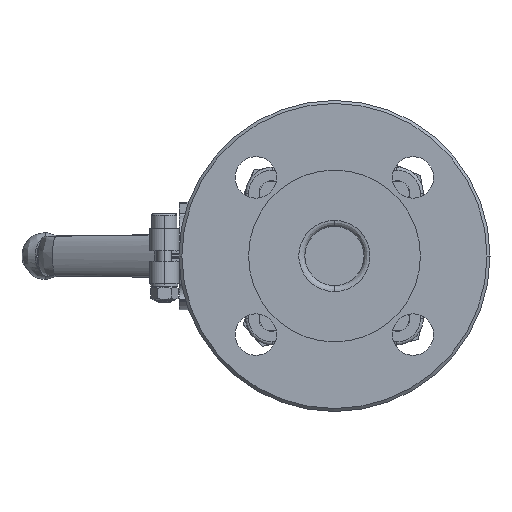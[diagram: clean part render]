
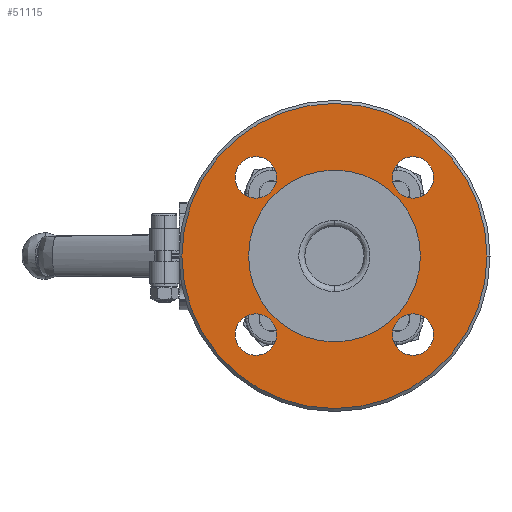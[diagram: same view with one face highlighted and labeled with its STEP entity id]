
A CAD part, left-side view. The second image highlights one B-rep face of the part: STEP entity #51115.
In plain terms, the highlighted planar face has unit normal (-1, 0, 0).
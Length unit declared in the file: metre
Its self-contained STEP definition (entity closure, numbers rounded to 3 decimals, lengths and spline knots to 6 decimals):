
#280 = AXIS2_PLACEMENT_3D ( 'NONE', #79236, #48410, #42297 ) ;
#1936 = DIRECTION ( 'NONE',  ( 0., -1., 0. ) ) ;
#1943 = ORIENTED_EDGE ( 'NONE', *, *, #51729, .T. ) ;
#2116 = ORIENTED_EDGE ( 'NONE', *, *, #54682, .T. ) ;
#3525 = EDGE_CURVE ( 'NONE', #72516, #77790, #62402, .T. ) ;
#3697 = CARTESIAN_POINT ( 'NONE',  ( 0.002, 0.033517, -0.026517 ) ) ;
#4131 = CARTESIAN_POINT ( 'NONE',  ( 0.002, -0.019517, -0.026517 ) ) ;
#5501 = AXIS2_PLACEMENT_3D ( 'NONE', #12045, #47866, #16939 ) ;
#5614 = CARTESIAN_POINT ( 'NONE',  ( 0.002, 0.019517, 0.026517 ) ) ;
#5749 = FACE_BOUND ( 'NONE', #74447, .T. ) ;
#6326 = DIRECTION ( 'NONE',  ( 1., 0., 0. ) ) ;
#7453 = EDGE_LOOP ( 'NONE', ( #22084, #1943 ) ) ;
#7639 = DIRECTION ( 'NONE',  ( 1., 0., 0. ) ) ;
#8547 = CARTESIAN_POINT ( 'NONE',  ( 0.002, 0.033517, 0.026517 ) ) ;
#8686 = DIRECTION ( 'NONE',  ( 0., -1., 0. ) ) ;
#9237 = CARTESIAN_POINT ( 'NONE',  ( 0.002, 0.0515, 0. ) ) ;
#9518 = DIRECTION ( 'NONE',  ( 1., 0., 0. ) ) ;
#10004 = EDGE_CURVE ( 'NONE', #51038, #23720, #69002, .T. ) ;
#10336 = DIRECTION ( 'NONE',  ( 0., 1., 0. ) ) ;
#10990 = PLANE ( 'NONE',  #280 ) ;
#12045 = CARTESIAN_POINT ( 'NONE',  ( 0.002, 0.026517, 0.026517 ) ) ;
#14476 = EDGE_CURVE ( 'NONE', #28932, #42081, #20603, .T. ) ;
#15373 = CIRCLE ( 'NONE', #20602, 0.029 ) ;
#15398 = DIRECTION ( 'NONE',  ( 0., 1., 0. ) ) ;
#15597 = AXIS2_PLACEMENT_3D ( 'NONE', #15785, #40572, #15398 ) ;
#15598 = AXIS2_PLACEMENT_3D ( 'NONE', #67137, #23971, #8686 ) ;
#15785 = CARTESIAN_POINT ( 'NONE',  ( 0.002, 0., 0. ) ) ;
#15947 = CIRCLE ( 'NONE', #22472, 0.007 ) ;
#16586 = CARTESIAN_POINT ( 'NONE',  ( 0.002, -0.029, 0. ) ) ;
#16939 = DIRECTION ( 'NONE',  ( 0., -1., 0. ) ) ;
#17474 = EDGE_CURVE ( 'NONE', #51915, #77646, #76669, .T. ) ;
#19093 = ORIENTED_EDGE ( 'NONE', *, *, #55190, .T. ) ;
#20121 = ORIENTED_EDGE ( 'NONE', *, *, #48758, .T. ) ;
#20602 = AXIS2_PLACEMENT_3D ( 'NONE', #51748, #63184, #62794 ) ;
#20603 = CIRCLE ( 'NONE', #38747, 0.007 ) ;
#21955 = CARTESIAN_POINT ( 'NONE',  ( 0.002, -0.026517, -0.026517 ) ) ;
#22084 = ORIENTED_EDGE ( 'NONE', *, *, #3525, .T. ) ;
#22349 = DIRECTION ( 'NONE',  ( 1., 0., 0. ) ) ;
#22472 = AXIS2_PLACEMENT_3D ( 'NONE', #35674, #6326, #78339 ) ;
#22917 = EDGE_LOOP ( 'NONE', ( #2116, #20121 ) ) ;
#23214 = ORIENTED_EDGE ( 'NONE', *, *, #47193, .T. ) ;
#23720 = VERTEX_POINT ( 'NONE', #56037 ) ;
#23970 = FACE_BOUND ( 'NONE', #22917, .T. ) ;
#23971 = DIRECTION ( 'NONE',  ( 1., 0., 0. ) ) ;
#26174 = CIRCLE ( 'NONE', #71653, 0.007 ) ;
#26761 = DIRECTION ( 'NONE',  ( 1., 0., 0. ) ) ;
#27244 = ORIENTED_EDGE ( 'NONE', *, *, #14476, .T. ) ;
#28187 = CARTESIAN_POINT ( 'NONE',  ( 0.002, 0., 0. ) ) ;
#28633 = AXIS2_PLACEMENT_3D ( 'NONE', #21955, #22349, #77620 ) ;
#28932 = VERTEX_POINT ( 'NONE', #69294 ) ;
#30100 = CIRCLE ( 'NONE', #5501, 0.007 ) ;
#31202 = CIRCLE ( 'NONE', #15598, 0.007 ) ;
#32744 = CIRCLE ( 'NONE', #53561, 0.0515 ) ;
#33665 = DIRECTION ( 'NONE',  ( 0., -1., 0. ) ) ;
#35546 = DIRECTION ( 'NONE',  ( 1., 0., 0. ) ) ;
#35674 = CARTESIAN_POINT ( 'NONE',  ( 0.002, 0.026517, -0.026517 ) ) ;
#38012 = AXIS2_PLACEMENT_3D ( 'NONE', #39307, #7639, #1936 ) ;
#38747 = AXIS2_PLACEMENT_3D ( 'NONE', #77830, #35546, #41644 ) ;
#39307 = CARTESIAN_POINT ( 'NONE',  ( 0.002, -0.026517, -0.026517 ) ) ;
#39856 = EDGE_CURVE ( 'NONE', #73761, #72734, #30100, .T. ) ;
#40088 = DIRECTION ( 'NONE',  ( 0., -1., 0. ) ) ;
#40572 = DIRECTION ( 'NONE',  ( -1., 0., 0. ) ) ;
#41644 = DIRECTION ( 'NONE',  ( 0., -1., 0. ) ) ;
#42081 = VERTEX_POINT ( 'NONE', #43978 ) ;
#42297 = DIRECTION ( 'NONE',  ( 0., -1., 0. ) ) ;
#42704 = FACE_BOUND ( 'NONE', #71372, .T. ) ;
#43978 = CARTESIAN_POINT ( 'NONE',  ( 0.002, -0.033517, 0.026517 ) ) ;
#45026 = DIRECTION ( 'NONE',  ( 1., 0., 0. ) ) ;
#47193 = EDGE_CURVE ( 'NONE', #77646, #51915, #15373, .T. ) ;
#47271 = CIRCLE ( 'NONE', #53741, 0.007 ) ;
#47310 = ORIENTED_EDGE ( 'NONE', *, *, #62004, .T. ) ;
#47866 = DIRECTION ( 'NONE',  ( 1., 0., 0. ) ) ;
#48410 = DIRECTION ( 'NONE',  ( -1., 0., 0. ) ) ;
#48758 = EDGE_CURVE ( 'NONE', #67438, #71004, #31202, .T. ) ;
#51038 = VERTEX_POINT ( 'NONE', #4131 ) ;
#51115 = ADVANCED_FACE ( 'NONE', ( #42704, #23970, #80422, #5749, #73982, #78841 ), #10990, .T. ) ;
#51526 = CARTESIAN_POINT ( 'NONE',  ( 0.002, -0.026517, 0.026517 ) ) ;
#51729 = EDGE_CURVE ( 'NONE', #77790, #72516, #32744, .T. ) ;
#51748 = CARTESIAN_POINT ( 'NONE',  ( 0.002, 0., 0. ) ) ;
#51915 = VERTEX_POINT ( 'NONE', #16586 ) ;
#53007 = ORIENTED_EDGE ( 'NONE', *, *, #79349, .T. ) ;
#53561 = AXIS2_PLACEMENT_3D ( 'NONE', #69934, #63427, #68763 ) ;
#53741 = AXIS2_PLACEMENT_3D ( 'NONE', #77564, #26761, #33665 ) ;
#54213 = EDGE_LOOP ( 'NONE', ( #47310, #70721 ) ) ;
#54682 = EDGE_CURVE ( 'NONE', #71004, #67438, #15947, .T. ) ;
#55190 = EDGE_CURVE ( 'NONE', #72734, #73761, #47271, .T. ) ;
#55673 = CARTESIAN_POINT ( 'NONE',  ( 0.002, 0.019517, -0.026517 ) ) ;
#56037 = CARTESIAN_POINT ( 'NONE',  ( 0.002, -0.033517, -0.026517 ) ) ;
#59865 = AXIS2_PLACEMENT_3D ( 'NONE', #28187, #9518, #10336 ) ;
#62004 = EDGE_CURVE ( 'NONE', #23720, #51038, #76974, .T. ) ;
#62402 = CIRCLE ( 'NONE', #15597, 0.0515 ) ;
#62794 = DIRECTION ( 'NONE',  ( 0., 1., 0. ) ) ;
#63184 = DIRECTION ( 'NONE',  ( 1., 0., 0. ) ) ;
#63427 = DIRECTION ( 'NONE',  ( -1., 0., 0. ) ) ;
#64595 = CARTESIAN_POINT ( 'NONE',  ( 0.002, 0.029, 0. ) ) ;
#65801 = CARTESIAN_POINT ( 'NONE',  ( 0.002, -0.0515, 0. ) ) ;
#67137 = CARTESIAN_POINT ( 'NONE',  ( 0.002, 0.026517, -0.026517 ) ) ;
#67438 = VERTEX_POINT ( 'NONE', #3697 ) ;
#68763 = DIRECTION ( 'NONE',  ( 0., 1., 0. ) ) ;
#69002 = CIRCLE ( 'NONE', #28633, 0.007 ) ;
#69294 = CARTESIAN_POINT ( 'NONE',  ( 0.002, -0.019517, 0.026517 ) ) ;
#69934 = CARTESIAN_POINT ( 'NONE',  ( 0.002, 0., 0. ) ) ;
#70721 = ORIENTED_EDGE ( 'NONE', *, *, #10004, .T. ) ;
#71004 = VERTEX_POINT ( 'NONE', #55673 ) ;
#71372 = EDGE_LOOP ( 'NONE', ( #23214, #75083 ) ) ;
#71653 = AXIS2_PLACEMENT_3D ( 'NONE', #51526, #45026, #40088 ) ;
#72516 = VERTEX_POINT ( 'NONE', #9237 ) ;
#72630 = EDGE_LOOP ( 'NONE', ( #19093, #79476 ) ) ;
#72734 = VERTEX_POINT ( 'NONE', #5614 ) ;
#73761 = VERTEX_POINT ( 'NONE', #8547 ) ;
#73982 = FACE_BOUND ( 'NONE', #72630, .T. ) ;
#74447 = EDGE_LOOP ( 'NONE', ( #53007, #27244 ) ) ;
#75083 = ORIENTED_EDGE ( 'NONE', *, *, #17474, .T. ) ;
#76669 = CIRCLE ( 'NONE', #59865, 0.029 ) ;
#76974 = CIRCLE ( 'NONE', #38012, 0.007 ) ;
#77564 = CARTESIAN_POINT ( 'NONE',  ( 0.002, 0.026517, 0.026517 ) ) ;
#77620 = DIRECTION ( 'NONE',  ( 0., -1., 0. ) ) ;
#77646 = VERTEX_POINT ( 'NONE', #64595 ) ;
#77790 = VERTEX_POINT ( 'NONE', #65801 ) ;
#77830 = CARTESIAN_POINT ( 'NONE',  ( 0.002, -0.026517, 0.026517 ) ) ;
#78339 = DIRECTION ( 'NONE',  ( 0., -1., 0. ) ) ;
#78841 = FACE_OUTER_BOUND ( 'NONE', #7453, .T. ) ;
#79236 = CARTESIAN_POINT ( 'NONE',  ( 0.002, 0.04025, 0. ) ) ;
#79349 = EDGE_CURVE ( 'NONE', #42081, #28932, #26174, .T. ) ;
#79476 = ORIENTED_EDGE ( 'NONE', *, *, #39856, .T. ) ;
#80422 = FACE_BOUND ( 'NONE', #54213, .T. ) ;
